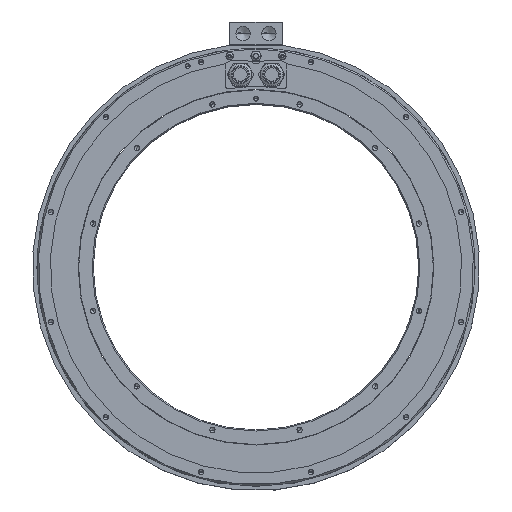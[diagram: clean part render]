
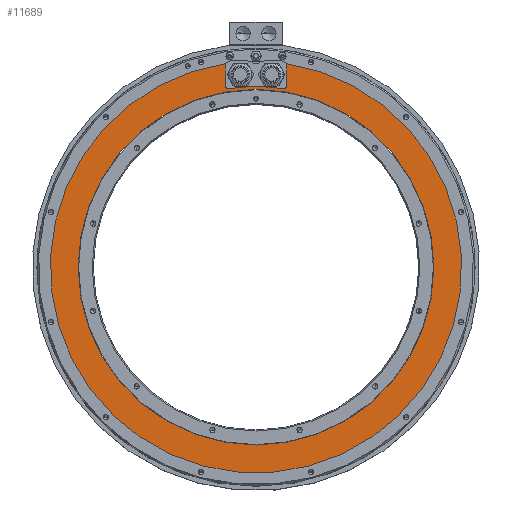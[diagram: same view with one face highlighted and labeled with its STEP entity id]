
A CAD part, top view. The second image highlights one B-rep face of the part: STEP entity #11689.
In plain terms, the highlighted planar face has unit normal (0, 0, 1).
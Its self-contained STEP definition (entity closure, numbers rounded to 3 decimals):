
#3110=CARTESIAN_POINT('',(0.,0.,-0.15));
#3111=DIRECTION('',(0.,0.,1.));
#3112=DIRECTION('',(-1.,0.,0.));
#3113=AXIS2_PLACEMENT_3D('',#3110,#3111,#3112);
#3124=CARTESIAN_POINT('',(0.,0.,-0.15));
#3125=DIRECTION('',(0.,0.,1.));
#3126=DIRECTION('',(1.,0.,0.));
#3127=AXIS2_PLACEMENT_3D('',#3124,#3125,#3126);
#3129=DIRECTION('',(0.,-1.,0.));
#3130=VECTOR('',#3129,23.088);
#3131=CARTESIAN_POINT('',(40.,258.5,-0.15));
#3132=LINE('',#3131,#3130);
#3133=CARTESIAN_POINT('',(32.,258.5,-0.15));
#3134=DIRECTION('',(0.,0.,1.));
#3135=DIRECTION('',(1.,0.,0.));
#3136=AXIS2_PLACEMENT_3D('',#3133,#3134,#3135);
#3138=CARTESIAN_POINT('',(-32.,258.5,-0.15));
#3139=DIRECTION('',(0.,0.,-1.));
#3140=DIRECTION('',(-1.,0.,0.));
#3141=AXIS2_PLACEMENT_3D('',#3138,#3139,#3140);
#3143=DIRECTION('',(0.,-1.,0.));
#3144=VECTOR('',#3143,23.088);
#3145=CARTESIAN_POINT('',(-40.,258.5,-0.15));
#3146=LINE('',#3145,#3144);
#3147=CARTESIAN_POINT('',(-35.,235.412,-0.15));
#3148=DIRECTION('',(0.,0.,1.));
#3149=DIRECTION('',(-1.,0.,0.));
#3150=AXIS2_PLACEMENT_3D('',#3147,#3148,#3149);
#3152=CARTESIAN_POINT('',(0.,0.,-0.15));
#3153=DIRECTION('',(0.,0.,1.));
#3154=DIRECTION('',(0.147,0.989,0.));
#3155=AXIS2_PLACEMENT_3D('',#3152,#3153,#3154);
#3157=CARTESIAN_POINT('',(35.,235.412,-0.15));
#3158=DIRECTION('',(0.,0.,1.));
#3159=DIRECTION('',(-0.147,-0.989,0.));
#3160=AXIS2_PLACEMENT_3D('',#3157,#3158,#3159);
#3233=CARTESIAN_POINT('',(0.,0.,-0.15));
#3234=DIRECTION('',(0.,0.,1.));
#3235=DIRECTION('',(-0.146,0.989,0.));
#3236=AXIS2_PLACEMENT_3D('',#3233,#3234,#3235);
#5796=CARTESIAN_POINT('',(-229.54,0.,-0.15));
#5797=CARTESIAN_POINT('',(229.54,0.,-0.15));
#5798=VERTEX_POINT('',#5796);
#5799=VERTEX_POINT('',#5797);
#6327=CARTESIAN_POINT('',(-38.844,262.643,
-0.15));
#6328=VERTEX_POINT('',#6327);
#6329=CARTESIAN_POINT('',(38.844,262.643,
-0.15));
#6330=VERTEX_POINT('',#6329);
#6335=CARTESIAN_POINT('',(40.,258.5,-0.15));
#6336=CARTESIAN_POINT('',(40.,235.412,-0.15));
#6337=VERTEX_POINT('',#6335);
#6338=VERTEX_POINT('',#6336);
#6339=CARTESIAN_POINT('',(-40.,258.5,-0.15));
#6340=CARTESIAN_POINT('',(-40.,235.412,-0.15));
#6341=VERTEX_POINT('',#6339);
#6342=VERTEX_POINT('',#6340);
#6343=CARTESIAN_POINT('',(34.265,230.467,
-0.15));
#6344=CARTESIAN_POINT('',(-34.265,230.467,
-0.15));
#6345=VERTEX_POINT('',#6343);
#6346=VERTEX_POINT('',#6344);
#11662=CARTESIAN_POINT('',(0.,0.,-0.15));
#11663=DIRECTION('',(0.,0.,1.));
#11664=DIRECTION('',(1.,0.,0.));
#11665=AXIS2_PLACEMENT_3D('',#11662,#11663,#11664);
#11666=PLANE('',#11665);
#11668=ORIENTED_EDGE('',*,*,#11667,.F.);
#11670=ORIENTED_EDGE('',*,*,#11669,.T.);
#11672=ORIENTED_EDGE('',*,*,#11671,.F.);
#11674=ORIENTED_EDGE('',*,*,#11673,.F.);
#11676=ORIENTED_EDGE('',*,*,#11675,.T.);
#11678=ORIENTED_EDGE('',*,*,#11677,.T.);
#11680=ORIENTED_EDGE('',*,*,#11679,.F.);
#11682=ORIENTED_EDGE('',*,*,#11681,.T.);
#11683=EDGE_LOOP('',(#11668,#11670,#11672,#11674,#11676,#11678,#11680,#11682));
#11684=FACE_OUTER_BOUND('',#11683,.F.);
#11685=ORIENTED_EDGE('',*,*,#11642,.T.);
#11686=ORIENTED_EDGE('',*,*,#11656,.T.);
#11687=EDGE_LOOP('',(#11685,#11686));
#11688=FACE_BOUND('',#11687,.F.);
#11689=ADVANCED_FACE('',(#11684,#11688),#11666,.T.);
#3114=CIRCLE('',#3113,229.54);
#3128=CIRCLE('',#3127,229.54);
#3137=CIRCLE('',#3136,8.);
#3142=CIRCLE('',#3141,8.);
#3151=CIRCLE('',#3150,5.);
#3156=CIRCLE('',#3155,233.);
#3161=CIRCLE('',#3160,5.);
#3237=CIRCLE('',#3236,265.5);
#11642=EDGE_CURVE('',#5798,#5799,#3114,.T.);
#11656=EDGE_CURVE('',#5799,#5798,#3128,.T.);
#11667=EDGE_CURVE('',#6337,#6338,#3132,.T.);
#11669=EDGE_CURVE('',#6337,#6330,#3137,.T.);
#11671=EDGE_CURVE('',#6328,#6330,#3237,.T.);
#11673=EDGE_CURVE('',#6341,#6328,#3142,.T.);
#11675=EDGE_CURVE('',#6341,#6342,#3146,.T.);
#11677=EDGE_CURVE('',#6342,#6346,#3151,.T.);
#11679=EDGE_CURVE('',#6345,#6346,#3156,.T.);
#11681=EDGE_CURVE('',#6345,#6338,#3161,.T.);
